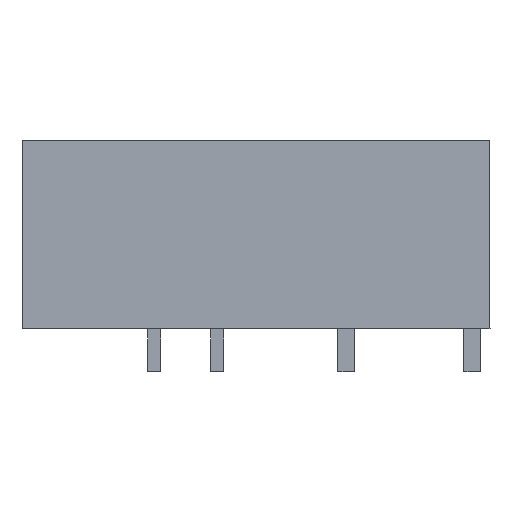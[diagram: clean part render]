
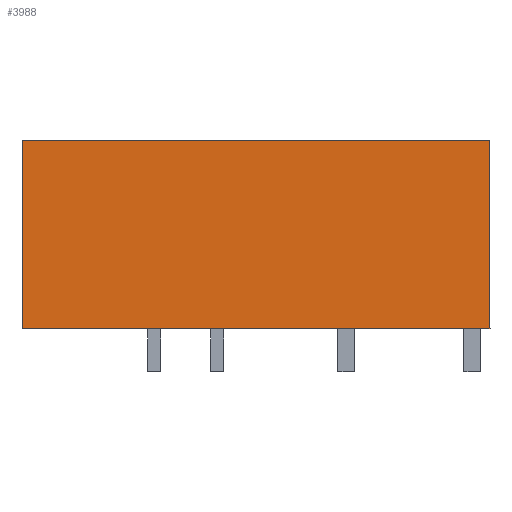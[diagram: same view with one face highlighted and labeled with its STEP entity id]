
A CAD part, left-side view. The second image highlights one B-rep face of the part: STEP entity #3988.
In plain terms, the highlighted planar face has unit normal (-1, 0, 0).
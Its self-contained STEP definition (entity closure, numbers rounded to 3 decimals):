
#3975=AXIS2_PLACEMENT_3D('Plane Axis2P3D',#3972,#3973,#3974) ;
#1444=CARTESIAN_POINT('Vertex',(0.,0.,14.)) ;
#1447=CARTESIAN_POINT('Line Origine',(0.,0.,8.3)) ;
#1451=CARTESIAN_POINT('Vertex',(0.,0.,2.6)) ;
#1543=CARTESIAN_POINT('Line Origine',(0.,14.15,2.6)) ;
#1547=CARTESIAN_POINT('Vertex',(0.,28.3,2.6)) ;
#3333=CARTESIAN_POINT('Vertex',(0.,28.3,14.)) ;
#3395=CARTESIAN_POINT('Line Origine',(0.,28.3,8.3)) ;
#3972=CARTESIAN_POINT('Axis2P3D Location',(0.,0.,17.5)) ;
#3977=CARTESIAN_POINT('Line Origine',(0.,14.15,14.)) ;
#1448=DIRECTION('Vector Direction',(0.,0.,-1.)) ;
#1544=DIRECTION('Vector Direction',(0.,-1.,0.)) ;
#3396=DIRECTION('Vector Direction',(0.,0.,1.)) ;
#3973=DIRECTION('Axis2P3D Direction',(-1.,0.,0.)) ;
#3974=DIRECTION('Axis2P3D XDirection',(0.,1.,0.)) ;
#3978=DIRECTION('Vector Direction',(0.,-1.,0.)) ;
#1449=VECTOR('Line Direction',#1448,1.) ;
#1545=VECTOR('Line Direction',#1544,1.) ;
#3397=VECTOR('Line Direction',#3396,1.) ;
#3979=VECTOR('Line Direction',#3978,1.) ;
#3983=ORIENTED_EDGE('',*,*,#3981,.F.) ;
#3984=ORIENTED_EDGE('',*,*,#3399,.F.) ;
#3985=ORIENTED_EDGE('',*,*,#1549,.T.) ;
#3986=ORIENTED_EDGE('',*,*,#1453,.T.) ;
#3988=ADVANCED_FACE('model',(#3987),#3976,.T.) ;
#1453=EDGE_CURVE('',#1452,#1445,#1450,.F.) ;
#1549=EDGE_CURVE('',#1548,#1452,#1546,.T.) ;
#3399=EDGE_CURVE('',#1548,#3334,#3398,.T.) ;
#3981=EDGE_CURVE('',#3334,#1445,#3980,.T.) ;
#3982=EDGE_LOOP('',(#3983,#3984,#3985,#3986)) ;
#3987=FACE_OUTER_BOUND('',#3982,.T.) ;
#1450=LINE('Line',#1447,#1449) ;
#1546=LINE('Line',#1543,#1545) ;
#3398=LINE('Line',#3395,#3397) ;
#3980=LINE('Line',#3977,#3979) ;
#3976=PLANE('',#3975) ;
#1445=VERTEX_POINT('',#1444) ;
#1452=VERTEX_POINT('',#1451) ;
#1548=VERTEX_POINT('',#1547) ;
#3334=VERTEX_POINT('',#3333) ;
